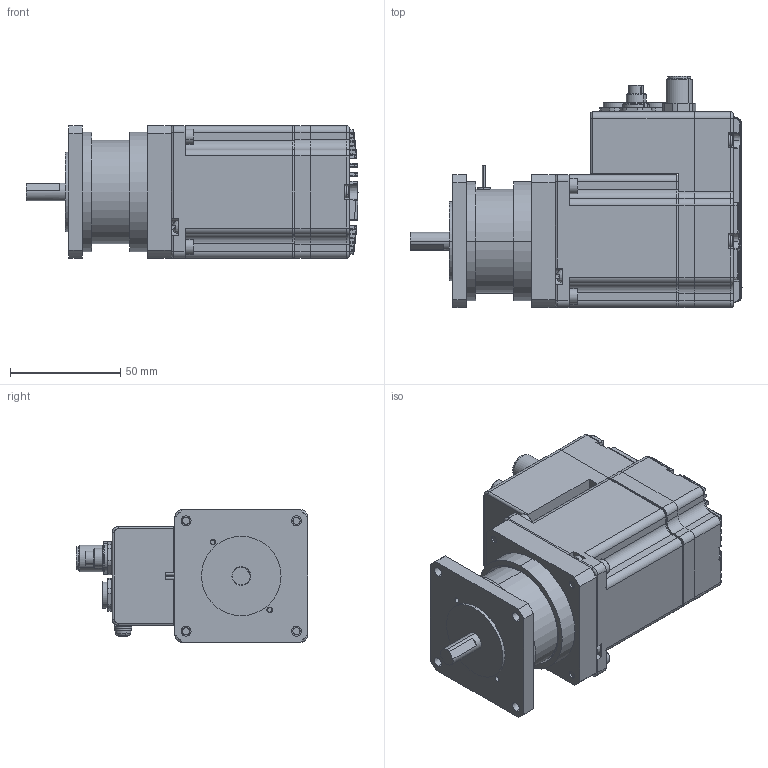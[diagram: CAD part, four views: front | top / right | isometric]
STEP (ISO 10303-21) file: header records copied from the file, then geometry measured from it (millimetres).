
FILE_DESCRIPTION (( 'STEP AP203' ), '1' );
FILE_NAME ('P11A-MO-060-02-R01.STEP', '2020-04-27T02:30:11', ( '' ), ( '' ), 'SwSTEP 2.0', 'SolidWorks 2018', '' );
FILE_SCHEMA (( 'CONFIG_CONTROL_DESIGN' ));
Length unit declared in the file: millimetre
Products named in the file (30): M119-EC-042-03-R00; 86_1031_1100_00012-1; P11A-MO-060-02-R01; P119-MO-060-02-R00; 09-0408-30-03(鱔褐)-1; KMG; spring lock washer_2_jis_JIS B 1251 No.2 4; 791091003; M119-EC-056-03-R00; pan cross head_ks_KS 1023 PC- M3 x 25-N; pan cross head_ks_KS 1023 PC- M4 x 6-N; 56EC-PCB3-01; 42EC-PCB3-01; 目池磐-家南-4P(傈盔)_荐 (09-0411-30-04)-1; 目池磐-家南-4P(傈盔)_荐 (09-0411-30-04)-2; M119-EC-060-01-R00; 20PS-JMCS-G-1B-TF(N); socket head cap screw_ks_KS 1003 - M4 x 16 x 16-N; M117-MO-060-02-R00; 86_1031_1100_00012-2; 09-0408-30-03(鱔褐)-2; 60EC-PCB2-01; M119-EC-060-02-R02; BXW-02-10-53_3D; small circular plain washer_jis_JIS B 1256 Small circular 4; sams; 877600816; 60EC-PCB1-01; 20R-JMCS-G-B-TF(NSA); pan cross head_ks_KS 1023 PC- M3 x 20-N
Assembly tree (41 placements, depth 3):
  P11A-MO-060-02-R01
    BXW-02-10-53_3D
    socket head cap screw_ks_KS 1003 - M4 x 16 x 16-N  x4
    P119-MO-060-02-R00
      60EC-PCB1-01
      pan cross head_ks_KS 1023 PC- M3 x 20-N  x2
      pan cross head_ks_KS 1023 PC- M3 x 25-N  x3
      KMG
      M119-EC-060-01-R00
      M119-EC-060-02-R02
      M119-EC-042-03-R00
      09-0408-30-03(鱔褐)-1  x2
      09-0408-30-03(鱔褐)-2  x2
      目池磐-家南-4P(傈盔)_荐 (09-0411-30-04)-1
      目池磐-家南-4P(傈盔)_荐 (09-0411-30-04)-2
      86_1031_1100_00012-1
      86_1031_1100_00012-2
      42EC-PCB3-01
      56EC-PCB3-01
      60EC-PCB2-01
      877600816  x2
      20PS-JMCS-G-1B-TF(N)  x2
      20R-JMCS-G-B-TF(NSA)  x2
      791091003  x2
      M117-MO-060-02-R00
      M119-EC-056-03-R00
    sams
      small circular plain washer_jis_JIS B 1256 Small circular 4
      spring lock washer_2_jis_JIS B 1251 No.2 4
      pan cross head_ks_KS 1023 PC- M4 x 6-N
Bounding box: 150.3 x 104.6 x 60 mm (x, y, z)
Volume: 366926.6 mm3; surface area: 140409.8 mm2
Topology: 41 solids, 53 shells, 5437 faces, 14156 edges, 8974 vertices
Faces by surface type: plane 3183, cylinder 1394, bspline 360, cone 334, torus 96, sphere 70
Entity records: 129942 total; most frequent: CARTESIAN_POINT 32567, ORIENTED_EDGE 19918, DIRECTION 19225, EDGE_CURVE 9959, AXIS2_PLACEMENT_3D 6501, VERTEX_POINT 6327, VECTOR 6223, LINE 6223
